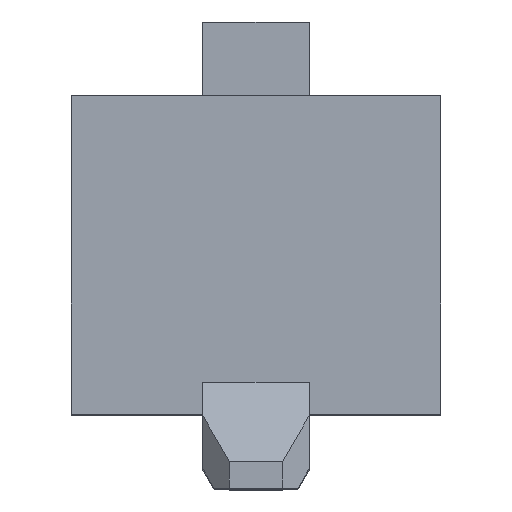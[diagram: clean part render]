
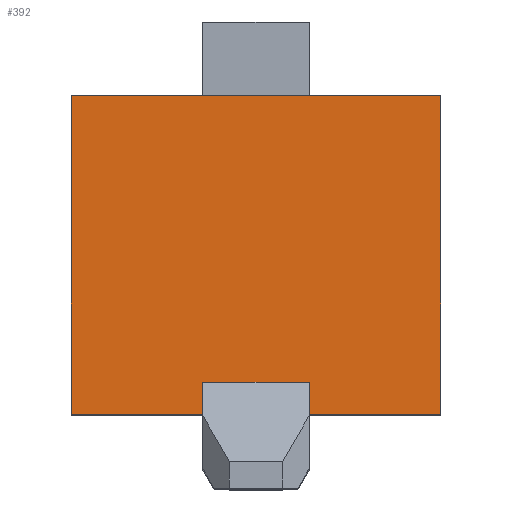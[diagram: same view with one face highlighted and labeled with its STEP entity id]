
A CAD part, top view. The second image highlights one B-rep face of the part: STEP entity #392.
In plain terms, the highlighted planar face has unit normal (0, 0, 1).
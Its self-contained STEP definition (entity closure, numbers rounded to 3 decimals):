
#238=VERTEX_POINT('',#683);
#246=VERTEX_POINT('',#691);
#266=VERTEX_POINT('',#712);
#296=EDGE_CURVE('',#518,#246,#744,.T.);
#326=EDGE_CURVE('',#238,#362,#778,.T.);
#342=EDGE_CURVE('',#374,#518,#794,.T.);
#362=VERTEX_POINT('',#816);
#374=VERTEX_POINT('',#829);
#378=EDGE_CURVE('',#246,#266,#834,.T.);
#392=ADVANCED_FACE('',(#849,#850),#851,.T.);
#394=VERTEX_POINT('',#853);
#396=EDGE_CURVE('',#266,#374,#855,.T.);
#428=EDGE_CURVE('',#628,#394,#891,.T.);
#504=EDGE_CURVE('',#362,#628,#972,.T.);
#518=VERTEX_POINT('',#989);
#562=EDGE_CURVE('',#394,#238,#1041,.T.);
#628=VERTEX_POINT('',#1110);
#683=CARTESIAN_POINT('',(0.5,0.75,3.1));
#691=CARTESIAN_POINT('',(1.74,3.7,3.1));
#712=CARTESIAN_POINT('',(-1.74,3.7,3.1));
#744=LINE('',#1252,#1253);
#778=LINE('',#1298,#1299);
#794=LINE('',#1324,#1325);
#816=CARTESIAN_POINT('',(-0.5,0.75,3.1));
#829=CARTESIAN_POINT('',(-1.74,0.7,3.1));
#834=LINE('',#1376,#1377);
#849=FACE_OUTER_BOUND('',#1398,.T.);
#850=FACE_BOUND('',#1399,.T.);
#851=PLANE('',#1400);
#853=CARTESIAN_POINT('',(0.5,1.0,3.1));
#855=LINE('',#1405,#1406);
#891=LINE('',#1457,#1458);
#972=LINE('',#1586,#1587);
#989=CARTESIAN_POINT('',(1.74,0.7,3.1));
#1041=LINE('',#1681,#1682);
#1110=CARTESIAN_POINT('',(-0.5,1.0,3.1));
#1252=CARTESIAN_POINT('',(1.74,2.2,3.1));
#1253=VECTOR('',#1885,1.0);
#1298=CARTESIAN_POINT('',(-0.5,0.75,3.1));
#1299=VECTOR('',#1927,1.0);
#1324=CARTESIAN_POINT('',(0.0,0.7,3.1));
#1325=VECTOR('',#1932,1.0);
#1376=CARTESIAN_POINT('',(0.0,3.7,3.1));
#1377=VECTOR('',#1973,1.0);
#1398=EDGE_LOOP('',(#1986,#1987,#1988,#1989));
#1399=EDGE_LOOP('',(#1990,#1991,#1992,#1993));
#1400=AXIS2_PLACEMENT_3D('',#1994,#1995,#1996);
#1405=CARTESIAN_POINT('',(-1.74,2.2,3.1));
#1406=VECTOR('',#1997,1.0);
#1457=CARTESIAN_POINT('',(-0.5,1.0,3.1));
#1458=VECTOR('',#2039,1.0);
#1586=CARTESIAN_POINT('',(-0.5,0.6,3.1));
#1587=VECTOR('',#2107,1.0);
#1681=CARTESIAN_POINT('',(0.5,0.6,3.1));
#1682=VECTOR('',#2202,1.0);
#1885=DIRECTION('',(0.0,1.0,0.0));
#1927=DIRECTION('',(-1.0,0.,0.0));
#1932=DIRECTION('',(1.0,0.0,0.0));
#1973=DIRECTION('',(-1.0,0.0,0.0));
#1986=ORIENTED_EDGE('',*,*,#296,.T.);
#1987=ORIENTED_EDGE('',*,*,#378,.T.);
#1988=ORIENTED_EDGE('',*,*,#396,.T.);
#1989=ORIENTED_EDGE('',*,*,#342,.T.);
#1990=ORIENTED_EDGE('',*,*,#504,.T.);
#1991=ORIENTED_EDGE('',*,*,#428,.T.);
#1992=ORIENTED_EDGE('',*,*,#562,.T.);
#1993=ORIENTED_EDGE('',*,*,#326,.T.);
#1994=CARTESIAN_POINT('',(0.0,2.2,3.1));
#1995=DIRECTION('',(0.0,0.0,1.0));
#1996=DIRECTION('',(1.0,-0.0,0.0));
#1997=DIRECTION('',(0.0,-1.0,0.0));
#2039=DIRECTION('',(1.0,0.,0.0));
#2107=DIRECTION('',(0.,1.0,0.0));
#2202=DIRECTION('',(0.,-1.0,0.0));
